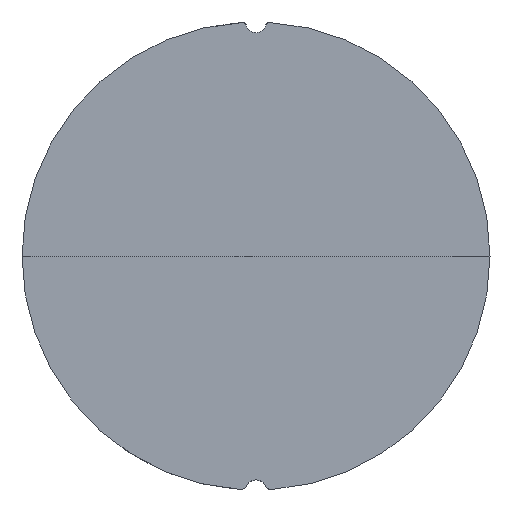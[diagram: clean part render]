
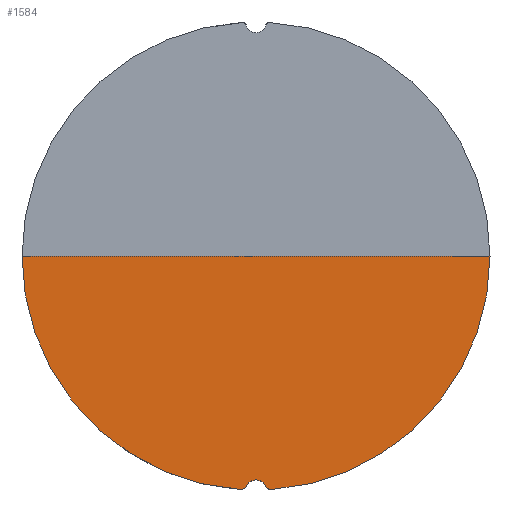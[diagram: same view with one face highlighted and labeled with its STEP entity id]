
A CAD part, front view. The second image highlights one B-rep face of the part: STEP entity #1584.
In plain terms, the highlighted planar face has unit normal (0, -1, 0).
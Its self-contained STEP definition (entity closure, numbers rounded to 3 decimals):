
#13 = CIRCLE ( 'NONE', #2983, 34.5 ) ;
#37 = DIRECTION ( 'NONE',  ( 0., 0., 1. ) ) ;
#114 = DIRECTION ( 'NONE',  ( 0., 0., 1. ) ) ;
#181 = VERTEX_POINT ( 'NONE', #2638 ) ;
#187 = CARTESIAN_POINT ( 'NONE',  ( -2.257, 0., -33.426 ) ) ;
#305 = AXIS2_PLACEMENT_3D ( 'NONE', #1924, #2575, #1259 ) ;
#350 = EDGE_CURVE ( 'NONE', #1978, #1567, #549, .T. ) ;
#371 = DIRECTION ( 'NONE',  ( 0., 1., 0. ) ) ;
#374 = ORIENTED_EDGE ( 'NONE', *, *, #537, .T. ) ;
#399 = EDGE_CURVE ( 'NONE', #1567, #1947, #1889, .T. ) ;
#413 = EDGE_CURVE ( 'NONE', #2909, #2622, #13, .T. ) ;
#432 = EDGE_CURVE ( 'NONE', #2878, #181, #1736, .T. ) ;
#457 = CIRCLE ( 'NONE', #1394, 1. ) ;
#491 = DIRECTION ( 'NONE',  ( 0., 1., 0. ) ) ;
#504 = CARTESIAN_POINT ( 'NONE',  ( -2.324, 0., -34.424 ) ) ;
#505 = DIRECTION ( 'NONE',  ( 0., 0., 1. ) ) ;
#515 = CARTESIAN_POINT ( 'NONE',  ( -2.257, 0., -34.426 ) ) ;
#529 = CARTESIAN_POINT ( 'NONE',  ( -1.354, 0., -33.856 ) ) ;
#537 = EDGE_CURVE ( 'NONE', #181, #568, #457, .T. ) ;
#549 = CIRCLE ( 'NONE', #1295, 1. ) ;
#568 = VERTEX_POINT ( 'NONE', #1329 ) ;
#715 = CIRCLE ( 'NONE', #2995, 1. ) ;
#738 = CARTESIAN_POINT ( 'NONE',  ( 0., 0., 0. ) ) ;
#765 = DIRECTION ( 'NONE',  ( 0., -1., 0. ) ) ;
#775 = ORIENTED_EDGE ( 'NONE', *, *, #413, .F. ) ;
#915 = CIRCLE ( 'NONE', #2397, 1. ) ;
#1125 = DIRECTION ( 'NONE',  ( 0., -1., 0. ) ) ;
#1162 = DIRECTION ( 'NONE',  ( 0., 1., 0. ) ) ;
#1174 = DIRECTION ( 'NONE',  ( 1., 0., 0. ) ) ;
#1226 = DIRECTION ( 'NONE',  ( 0., 0., 1. ) ) ;
#1249 = ORIENTED_EDGE ( 'NONE', *, *, #350, .F. ) ;
#1259 = DIRECTION ( 'NONE',  ( 0., 0., 1. ) ) ;
#1295 = AXIS2_PLACEMENT_3D ( 'NONE', #187, #371, #2553 ) ;
#1329 = CARTESIAN_POINT ( 'NONE',  ( 2.257, 0., -34.426 ) ) ;
#1394 = AXIS2_PLACEMENT_3D ( 'NONE', #1809, #1125, #114 ) ;
#1443 = FACE_OUTER_BOUND ( 'NONE', #3016, .T. ) ;
#1447 = DIRECTION ( 'NONE',  ( 0., 0., 1. ) ) ;
#1474 = DIRECTION ( 'NONE',  ( 0., 0., 1. ) ) ;
#1567 = VERTEX_POINT ( 'NONE', #504 ) ;
#1584 = ADVANCED_FACE ( 'NONE', ( #1443 ), #2165, .F. ) ;
#1601 = CARTESIAN_POINT ( 'NONE',  ( 34.5, 0., 0. ) ) ;
#1736 = CIRCLE ( 'NONE', #2592, 1.5 ) ;
#1809 = CARTESIAN_POINT ( 'NONE',  ( 2.257, 0., -33.426 ) ) ;
#1853 = ORIENTED_EDGE ( 'NONE', *, *, #399, .F. ) ;
#1889 = CIRCLE ( 'NONE', #2741, 34.5 ) ;
#1899 = CARTESIAN_POINT ( 'NONE',  ( -2.257, 0., -33.426 ) ) ;
#1900 = CARTESIAN_POINT ( 'NONE',  ( 0., 0., -0.002 ) ) ;
#1924 = CARTESIAN_POINT ( 'NONE',  ( 0., 0., 0. ) ) ;
#1926 = DIRECTION ( 'NONE',  ( 0., 1., 0. ) ) ;
#1947 = VERTEX_POINT ( 'NONE', #2691 ) ;
#1978 = VERTEX_POINT ( 'NONE', #515 ) ;
#2032 = ORIENTED_EDGE ( 'NONE', *, *, #2576, .F. ) ;
#2149 = VECTOR ( 'NONE', #1174, 1000. ) ;
#2165 = PLANE ( 'NONE',  #305 ) ;
#2167 = DIRECTION ( 'NONE',  ( 0., 1., 0. ) ) ;
#2397 = AXIS2_PLACEMENT_3D ( 'NONE', #1899, #491, #1226 ) ;
#2453 = ORIENTED_EDGE ( 'NONE', *, *, #432, .T. ) ;
#2460 = EDGE_CURVE ( 'NONE', #1947, #2909, #2607, .T. ) ;
#2468 = ORIENTED_EDGE ( 'NONE', *, *, #2499, .T. ) ;
#2499 = EDGE_CURVE ( 'NONE', #568, #2622, #715, .T. ) ;
#2553 = DIRECTION ( 'NONE',  ( 0., 0., 1. ) ) ;
#2575 = DIRECTION ( 'NONE',  ( 0., 1., 0. ) ) ;
#2576 = EDGE_CURVE ( 'NONE', #2878, #1978, #915, .T. ) ;
#2592 = AXIS2_PLACEMENT_3D ( 'NONE', #2942, #1926, #1474 ) ;
#2607 = LINE ( 'NONE', #738, #2149 ) ;
#2622 = VERTEX_POINT ( 'NONE', #2874 ) ;
#2638 = CARTESIAN_POINT ( 'NONE',  ( 1.354, 0., -33.856 ) ) ;
#2691 = CARTESIAN_POINT ( 'NONE',  ( -34.5, 0., 0. ) ) ;
#2741 = AXIS2_PLACEMENT_3D ( 'NONE', #1900, #2167, #37 ) ;
#2863 = CARTESIAN_POINT ( 'NONE',  ( 0., 0., -0.002 ) ) ;
#2874 = CARTESIAN_POINT ( 'NONE',  ( 2.324, 0., -34.424 ) ) ;
#2878 = VERTEX_POINT ( 'NONE', #529 ) ;
#2892 = CARTESIAN_POINT ( 'NONE',  ( 2.257, 0., -33.426 ) ) ;
#2909 = VERTEX_POINT ( 'NONE', #1601 ) ;
#2942 = CARTESIAN_POINT ( 'NONE',  ( 0., 0., -34.502 ) ) ;
#2983 = AXIS2_PLACEMENT_3D ( 'NONE', #2863, #1162, #1447 ) ;
#2995 = AXIS2_PLACEMENT_3D ( 'NONE', #2892, #765, #505 ) ;
#3016 = EDGE_LOOP ( 'NONE', ( #3036, #1853, #1249, #2032, #2453, #374, #2468, #775 ) ) ;
#3036 = ORIENTED_EDGE ( 'NONE', *, *, #2460, .F. ) ;
